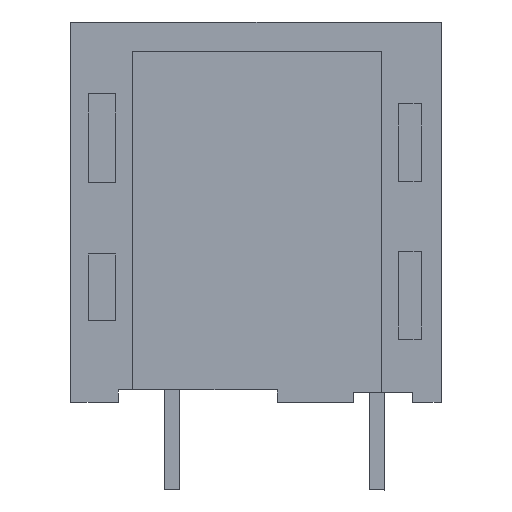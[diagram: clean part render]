
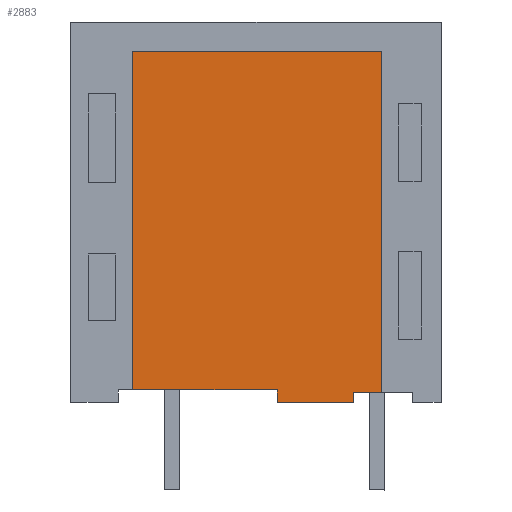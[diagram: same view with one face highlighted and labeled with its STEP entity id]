
A CAD part, left-side view. The second image highlights one B-rep face of the part: STEP entity #2883.
In plain terms, the highlighted planar face has unit normal (-1, 0, 0).
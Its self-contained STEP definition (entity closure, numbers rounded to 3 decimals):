
#2859=AXIS2_PLACEMENT_3D('Plane Axis2P3D',#2856,#2857,#2858) ;
#355=CARTESIAN_POINT('Vertex',(1.1,6.55,4.)) ;
#358=CARTESIAN_POINT('Line Origine',(1.1,9.439,4.)) ;
#362=CARTESIAN_POINT('Vertex',(1.1,12.329,4.)) ;
#389=CARTESIAN_POINT('Line Origine',(1.1,12.329,10.764)) ;
#393=CARTESIAN_POINT('Vertex',(1.1,12.329,17.529)) ;
#418=CARTESIAN_POINT('Vertex',(1.1,2.371,17.529)) ;
#421=CARTESIAN_POINT('Line Origine',(1.1,7.35,17.529)) ;
#439=CARTESIAN_POINT('Line Origine',(1.1,2.371,10.714)) ;
#443=CARTESIAN_POINT('Vertex',(1.1,2.371,3.9)) ;
#468=CARTESIAN_POINT('Vertex',(1.1,3.5,3.9)) ;
#485=CARTESIAN_POINT('Line Origine',(1.1,2.936,3.9)) ;
#2840=CARTESIAN_POINT('Vertex',(1.1,6.55,3.5)) ;
#2843=CARTESIAN_POINT('Line Origine',(1.1,6.55,3.75)) ;
#2856=CARTESIAN_POINT('Axis2P3D Location',(1.1,14.8,0.)) ;
#2861=CARTESIAN_POINT('Line Origine',(1.1,5.025,3.5)) ;
#2865=CARTESIAN_POINT('Vertex',(1.1,3.5,3.5)) ;
#2868=CARTESIAN_POINT('Line Origine',(1.1,3.5,3.7)) ;
#359=DIRECTION('Vector Direction',(0.,1.,0.)) ;
#390=DIRECTION('Vector Direction',(0.,0.,-1.)) ;
#422=DIRECTION('Vector Direction',(0.,-1.,0.)) ;
#440=DIRECTION('Vector Direction',(0.,0.,1.)) ;
#486=DIRECTION('Vector Direction',(0.,-1.,0.)) ;
#2844=DIRECTION('Vector Direction',(0.,0.,1.)) ;
#2857=DIRECTION('Axis2P3D Direction',(-1.,0.,0.)) ;
#2858=DIRECTION('Axis2P3D XDirection',(0.,-1.,0.)) ;
#2862=DIRECTION('Vector Direction',(0.,1.,0.)) ;
#2869=DIRECTION('Vector Direction',(0.,0.,1.)) ;
#360=VECTOR('Line Direction',#359,1.) ;
#391=VECTOR('Line Direction',#390,1.) ;
#423=VECTOR('Line Direction',#422,1.) ;
#441=VECTOR('Line Direction',#440,1.) ;
#487=VECTOR('Line Direction',#486,1.) ;
#2845=VECTOR('Line Direction',#2844,1.) ;
#2863=VECTOR('Line Direction',#2862,1.) ;
#2870=VECTOR('Line Direction',#2869,1.) ;
#2874=ORIENTED_EDGE('',*,*,#364,.F.) ;
#2875=ORIENTED_EDGE('',*,*,#2847,.F.) ;
#2876=ORIENTED_EDGE('',*,*,#2867,.T.) ;
#2877=ORIENTED_EDGE('',*,*,#2872,.T.) ;
#2878=ORIENTED_EDGE('',*,*,#489,.T.) ;
#2879=ORIENTED_EDGE('',*,*,#445,.T.) ;
#2880=ORIENTED_EDGE('',*,*,#425,.T.) ;
#2881=ORIENTED_EDGE('',*,*,#395,.T.) ;
#2883=ADVANCED_FACE('HOUSING',(#2882),#2860,.T.) ;
#364=EDGE_CURVE('',#356,#363,#361,.T.) ;
#395=EDGE_CURVE('',#394,#363,#392,.T.) ;
#425=EDGE_CURVE('',#419,#394,#424,.F.) ;
#445=EDGE_CURVE('',#444,#419,#442,.T.) ;
#489=EDGE_CURVE('',#469,#444,#488,.T.) ;
#2847=EDGE_CURVE('',#2841,#356,#2846,.T.) ;
#2867=EDGE_CURVE('',#2841,#2866,#2864,.F.) ;
#2872=EDGE_CURVE('',#2866,#469,#2871,.T.) ;
#2873=EDGE_LOOP('',(#2874,#2875,#2876,#2877,#2878,#2879,#2880,#2881)) ;
#2882=FACE_OUTER_BOUND('',#2873,.T.) ;
#361=LINE('Line',#358,#360) ;
#392=LINE('Line',#389,#391) ;
#424=LINE('Line',#421,#423) ;
#442=LINE('Line',#439,#441) ;
#488=LINE('Line',#485,#487) ;
#2846=LINE('Line',#2843,#2845) ;
#2864=LINE('Line',#2861,#2863) ;
#2871=LINE('Line',#2868,#2870) ;
#2860=PLANE('',#2859) ;
#356=VERTEX_POINT('',#355) ;
#363=VERTEX_POINT('',#362) ;
#394=VERTEX_POINT('',#393) ;
#419=VERTEX_POINT('',#418) ;
#444=VERTEX_POINT('',#443) ;
#469=VERTEX_POINT('',#468) ;
#2841=VERTEX_POINT('',#2840) ;
#2866=VERTEX_POINT('',#2865) ;
